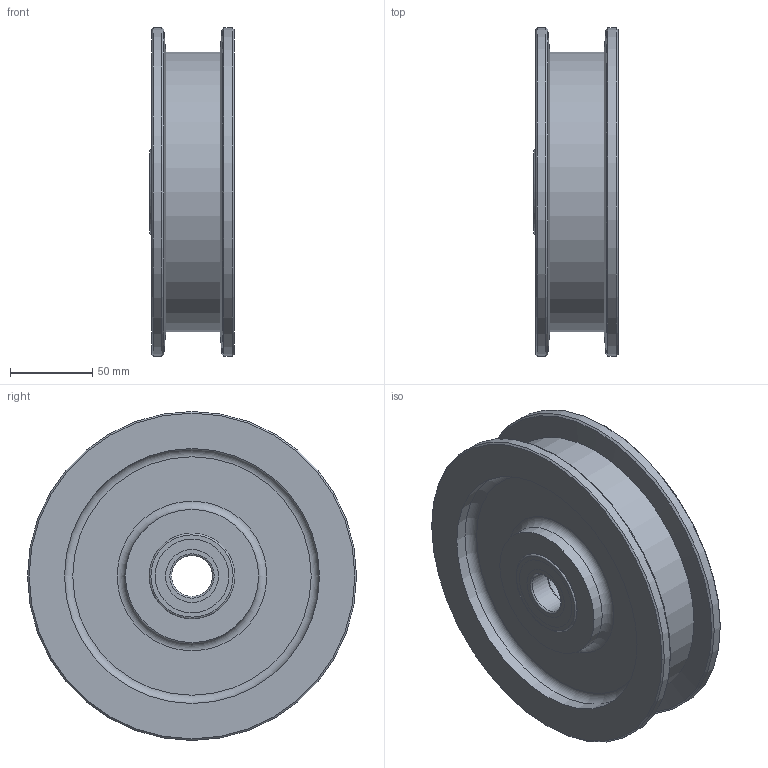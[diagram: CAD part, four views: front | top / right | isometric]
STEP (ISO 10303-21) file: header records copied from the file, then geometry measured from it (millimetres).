
FILE_DESCRIPTION (( 'STEP AP214' ), '1' );
FILE_NAME ('0015904_DSPG-200-50-50-K25.step', '2018-05-14T09:31:11', ( '' ), ( '' ), 'SwSTEP 2.0', 'SolidWorks 2018', '' );
FILE_SCHEMA (( 'AUTOMOTIVE_DESIGN' ));
Length unit declared in the file: millimetre
Products named in the file (1): 0015904_DSPG-200-50-50-K25
Bounding box: 51.1 x 200 x 200 mm (x, y, z)
Volume: 898025.6 mm3; surface area: 161058.9 mm2
Topology: 12 solids, 12 shells, 102 faces, 195 edges, 127 vertices
Faces by surface type: cylinder 40, plane 34, torus 18, cone 10
Full cylindrical faces by diameter (mm): 25 x2, 28 x1, 32.155 x8, 33.802 x4, 34 x1, 43.198 x4, 44.845 x8, 47 x1, 52 x4, 81 x2, 155 x2, 170 x1, 200 x2
Entity records: 3319 total; most frequent: DIRECTION 406, CARTESIAN_POINT 303, AXIS2_PLACEMENT_3D 203, EDGE_LOOP 200, ORIENTED_EDGE 200, FACE_OUTER_BOUND 156, UNCERTAINTY_MEASURE_WITH_UNIT 116, FILL_AREA_STYLE_COLOUR 115
